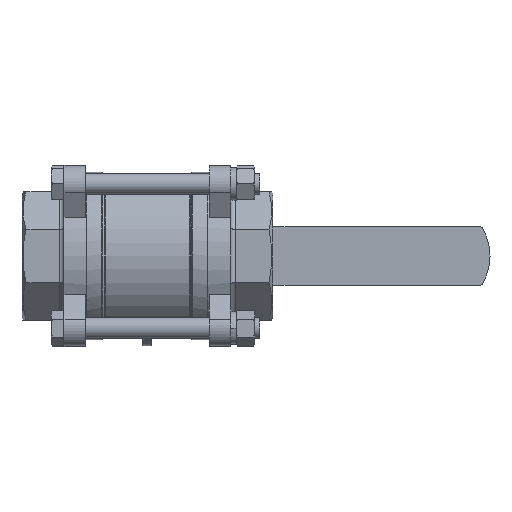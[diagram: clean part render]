
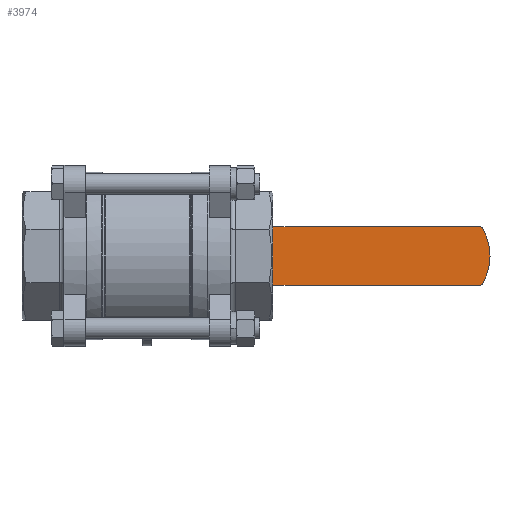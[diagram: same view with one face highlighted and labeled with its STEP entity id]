
A CAD part, left-side view. The second image highlights one B-rep face of the part: STEP entity #3974.
In plain terms, the highlighted face is planar.
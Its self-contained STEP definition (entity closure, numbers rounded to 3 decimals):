
#3974=ADVANCED_FACE('',(#7792),#7793,.T.);
#7792=FACE_OUTER_BOUND('',#12337,.T.);
#7793=PLANE('',#12338);
#12337=EDGE_LOOP('',(#22839,#22840,#22841,#22842,#22843,#22844));
#12338=AXIS2_PLACEMENT_3D('',#22845,#22846,#22847);
#22839=ORIENTED_EDGE('',*,*,#27539,.F.);
#22840=ORIENTED_EDGE('',*,*,#27557,.F.);
#22841=ORIENTED_EDGE('',*,*,#27558,.F.);
#22842=ORIENTED_EDGE('',*,*,#27526,.F.);
#22843=ORIENTED_EDGE('',*,*,#27522,.F.);
#22844=ORIENTED_EDGE('',*,*,#27535,.F.);
#22845=CARTESIAN_POINT('',(-71.999,17.5,-7.5));
#22846=DIRECTION('',(0.0,0.0,-1.0));
#22847=DIRECTION('',(1.0,0.0,0.0));
#27522=EDGE_CURVE('',#33694,#33696,#33697,.T.);
#27526=EDGE_CURVE('',#33696,#33702,#33703,.T.);
#27535=EDGE_CURVE('',#33716,#33694,#33718,.T.);
#27539=EDGE_CURVE('',#33722,#33716,#33724,.T.);
#27557=EDGE_CURVE('',#33747,#33722,#33748,.T.);
#27558=EDGE_CURVE('',#33702,#33747,#33749,.T.);
#33694=VERTEX_POINT('',#44003);
#33696=VERTEX_POINT('',#44006);
#33697=LINE('',#44007,#44008);
#33702=VERTEX_POINT('',#44014);
#33703=CIRCLE('',#44015,2.5);
#33716=VERTEX_POINT('',#44034);
#33718=LINE('',#44037,#44038);
#33722=VERTEX_POINT('',#44043);
#33724=LINE('',#44046,#44047);
#33747=VERTEX_POINT('',#44076);
#33748=CIRCLE('',#44077,2.5);
#33749=CIRCLE('',#44078,37.5);
#44003=CARTESIAN_POINT('',(70.812,20.0,-7.5));
#44006=CARTESIAN_POINT('',(-71.999,20.0,-7.5));
#44007=CARTESIAN_POINT('',(70.812,20.0,-7.5));
#44008=VECTOR('',#48296,1.0);
#44014=CARTESIAN_POINT('',(-74.164,18.75,-7.5));
#44015=AXIS2_PLACEMENT_3D('',#48301,#48302,#48303);
#44034=CARTESIAN_POINT('',(70.812,-20.0,-7.5));
#44037=CARTESIAN_POINT('',(70.812,-20.0,-7.5));
#44038=VECTOR('',#48311,1.0);
#44043=CARTESIAN_POINT('',(-71.999,-20.0,-7.5));
#44046=CARTESIAN_POINT('',(-71.999,-20.0,-7.5));
#44047=VECTOR('',#48314,1.0);
#44076=CARTESIAN_POINT('',(-74.164,-18.75,-7.5));
#44077=AXIS2_PLACEMENT_3D('',#48333,#48334,#48335);
#44078=AXIS2_PLACEMENT_3D('',#48336,#48337,#48338);
#48296=DIRECTION('',(-1.0,0.,0.0));
#48301=CARTESIAN_POINT('',(-71.999,17.5,-7.5));
#48302=DIRECTION('',(0.0,0.0,1.0));
#48303=DIRECTION('',(1.0,0.0,0.0));
#48311=DIRECTION('',(0.0,1.0,0.0));
#48314=DIRECTION('',(1.0,0.,0.0));
#48333=CARTESIAN_POINT('',(-71.999,-17.5,-7.5));
#48334=DIRECTION('',(0.0,0.0,1.0));
#48335=DIRECTION('',(1.0,0.0,0.0));
#48336=CARTESIAN_POINT('',(-41.688,0.,-7.5));
#48337=DIRECTION('',(0.0,0.0,1.0));
#48338=DIRECTION('',(1.0,0.0,0.0));
